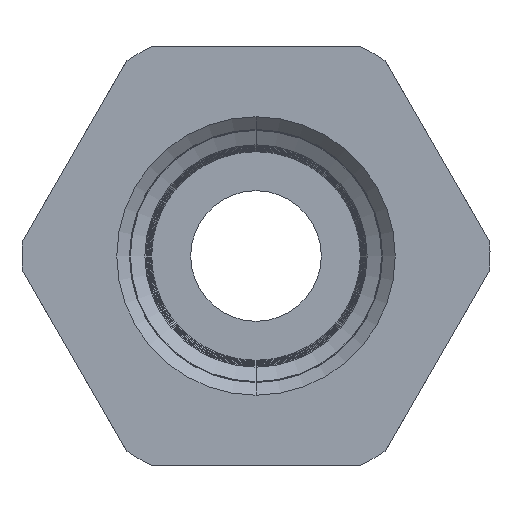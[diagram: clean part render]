
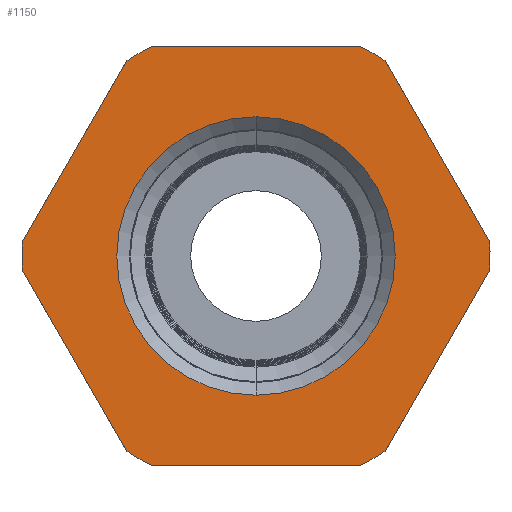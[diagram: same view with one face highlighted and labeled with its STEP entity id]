
A CAD part, front view. The second image highlights one B-rep face of the part: STEP entity #1150.
In plain terms, the highlighted planar face has unit normal (0, -1, 0).
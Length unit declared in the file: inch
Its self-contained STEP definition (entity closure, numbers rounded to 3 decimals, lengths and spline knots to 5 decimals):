
#5 = VERTEX_POINT ( 'NONE', #2208 ) ;
#114 = CARTESIAN_POINT ( 'NONE',  ( 0., 0., 0. ) ) ;
#118 = VECTOR ( 'NONE', #2217, 39.37008 ) ;
#150 = VERTEX_POINT ( 'NONE', #4294 ) ;
#227 = LINE ( 'NONE', #5121, #2371 ) ;
#244 = VERTEX_POINT ( 'NONE', #291 ) ;
#248 = ORIENTED_EDGE ( 'NONE', *, *, #445, .F. ) ;
#291 = CARTESIAN_POINT ( 'NONE',  ( 0.16703, 0., 0.33465 ) ) ;
#435 = CARTESIAN_POINT ( 'NONE',  ( -0.2063, 0., -0.31198 ) ) ;
#436 = DIRECTION ( 'NONE',  ( 0., -1., 0. ) ) ;
#445 = EDGE_CURVE ( 'NONE', #5, #4156, #922, .T. ) ;
#476 = DIRECTION ( 'NONE',  ( 0., -1., 0. ) ) ;
#483 = CARTESIAN_POINT ( 'NONE',  ( 0., 0., 0. ) ) ;
#514 = DIRECTION ( 'NONE',  ( 0., 0., 1. ) ) ;
#556 = ORIENTED_EDGE ( 'NONE', *, *, #2606, .F. ) ;
#585 = ORIENTED_EDGE ( 'NONE', *, *, #5172, .F. ) ;
#624 = VERTEX_POINT ( 'NONE', #435 ) ;
#652 = ORIENTED_EDGE ( 'NONE', *, *, #1834, .T. ) ;
#741 = CARTESIAN_POINT ( 'NONE',  ( -0.19321, 0., -0.33465 ) ) ;
#760 = CARTESIAN_POINT ( 'NONE',  ( 0.19321, 0., -0.33465 ) ) ;
#772 = CARTESIAN_POINT ( 'NONE',  ( -0.37402, 0., 0. ) ) ;
#789 = CIRCLE ( 'NONE', #3579, 0.22244 ) ;
#880 = DIRECTION ( 'NONE',  ( 0., 0., 1. ) ) ;
#911 = AXIS2_PLACEMENT_3D ( 'NONE', #772, #1592, #4395 ) ;
#922 = LINE ( 'NONE', #4271, #118 ) ;
#985 = CARTESIAN_POINT ( 'NONE',  ( 0., 0., 0. ) ) ;
#1038 = LINE ( 'NONE', #1972, #1975 ) ;
#1054 = VERTEX_POINT ( 'NONE', #3850 ) ;
#1062 = CARTESIAN_POINT ( 'NONE',  ( 0., 0., 0. ) ) ;
#1080 = EDGE_CURVE ( 'NONE', #150, #5, #1308, .T. ) ;
#1093 = DIRECTION ( 'NONE',  ( 0.5, 0., -0.866 ) ) ;
#1137 = ORIENTED_EDGE ( 'NONE', *, *, #4680, .T. ) ;
#1148 = PLANE ( 'NONE',  #911 ) ;
#1150 = ADVANCED_FACE ( 'NONE', ( #4248, #5216 ), #1148, .T. ) ;
#1152 = CARTESIAN_POINT ( 'NONE',  ( -0.2063, 0., 0.31198 ) ) ;
#1242 = CARTESIAN_POINT ( 'NONE',  ( 0.37333, 0., -0.02267 ) ) ;
#1256 = VECTOR ( 'NONE', #4382, 39.37008 ) ;
#1308 = CIRCLE ( 'NONE', #2616, 0.37402 ) ;
#1354 = VECTOR ( 'NONE', #1544, 39.37008 ) ;
#1378 = VERTEX_POINT ( 'NONE', #3426 ) ;
#1393 = DIRECTION ( 'NONE',  ( 0., 0., 1. ) ) ;
#1422 = CARTESIAN_POINT ( 'NONE',  ( 0.16703, 0., -0.33465 ) ) ;
#1461 = EDGE_LOOP ( 'NONE', ( #3019, #5107 ) ) ;
#1470 = DIRECTION ( 'NONE',  ( 0., 0., -1. ) ) ;
#1507 = ORIENTED_EDGE ( 'NONE', *, *, #4134, .F. ) ;
#1544 = DIRECTION ( 'NONE',  ( -1., 0., 0. ) ) ;
#1570 = CIRCLE ( 'NONE', #1962, 0.37402 ) ;
#1592 = DIRECTION ( 'NONE',  ( 0., -1., 0. ) ) ;
#1639 = CARTESIAN_POINT ( 'NONE',  ( 0., 0., 0. ) ) ;
#1721 = EDGE_CURVE ( 'NONE', #624, #150, #1038, .T. ) ;
#1748 = LINE ( 'NONE', #760, #1256 ) ;
#1788 = CIRCLE ( 'NONE', #3912, 0.22244 ) ;
#1808 = EDGE_CURVE ( 'NONE', #4278, #1378, #789, .T. ) ;
#1834 = EDGE_CURVE ( 'NONE', #4856, #1054, #1844, .T. ) ;
#1844 = CIRCLE ( 'NONE', #3833, 0.37402 ) ;
#1853 = CIRCLE ( 'NONE', #2417, 0.37402 ) ;
#1940 = VERTEX_POINT ( 'NONE', #4545 ) ;
#1962 = AXIS2_PLACEMENT_3D ( 'NONE', #483, #3283, #880 ) ;
#1972 = CARTESIAN_POINT ( 'NONE',  ( -0.38642, 0., 0. ) ) ;
#1975 = VECTOR ( 'NONE', #4804, 39.37008 ) ;
#2008 = ORIENTED_EDGE ( 'NONE', *, *, #4909, .T. ) ;
#2026 = DIRECTION ( 'NONE',  ( 0., 0., -1. ) ) ;
#2159 = EDGE_CURVE ( 'NONE', #1378, #4278, #1788, .T. ) ;
#2208 = CARTESIAN_POINT ( 'NONE',  ( -0.37333, 0., 0.02267 ) ) ;
#2217 = DIRECTION ( 'NONE',  ( 0.5, 0., 0.866 ) ) ;
#2266 = DIRECTION ( 'NONE',  ( 0., 1., 0. ) ) ;
#2371 = VECTOR ( 'NONE', #2688, 39.37008 ) ;
#2417 = AXIS2_PLACEMENT_3D ( 'NONE', #985, #3787, #1393 ) ;
#2606 = EDGE_CURVE ( 'NONE', #2945, #4161, #3475, .T. ) ;
#2616 = AXIS2_PLACEMENT_3D ( 'NONE', #4690, #2266, #5100 ) ;
#2688 = DIRECTION ( 'NONE',  ( 1., 0., 0. ) ) ;
#2703 = ORIENTED_EDGE ( 'NONE', *, *, #4792, .F. ) ;
#2769 = EDGE_CURVE ( 'NONE', #2945, #3980, #3089, .T. ) ;
#2816 = CARTESIAN_POINT ( 'NONE',  ( 0., 0., -0.22244 ) ) ;
#2831 = CARTESIAN_POINT ( 'NONE',  ( 0., 0., 0. ) ) ;
#2870 = CARTESIAN_POINT ( 'NONE',  ( 0., 0., 0. ) ) ;
#2902 = DIRECTION ( 'NONE',  ( 0., -1., 0. ) ) ;
#2945 = VERTEX_POINT ( 'NONE', #1422 ) ;
#2999 = ORIENTED_EDGE ( 'NONE', *, *, #1080, .F. ) ;
#3019 = ORIENTED_EDGE ( 'NONE', *, *, #1808, .T. ) ;
#3089 = CIRCLE ( 'NONE', #3876, 0.37402 ) ;
#3168 = CARTESIAN_POINT ( 'NONE',  ( -0.16703, 0., -0.33465 ) ) ;
#3231 = DIRECTION ( 'NONE',  ( 0., 0., 1. ) ) ;
#3278 = DIRECTION ( 'NONE',  ( 0., 0., 1. ) ) ;
#3281 = ORIENTED_EDGE ( 'NONE', *, *, #1721, .F. ) ;
#3283 = DIRECTION ( 'NONE',  ( 0., -1., 0. ) ) ;
#3389 = EDGE_CURVE ( 'NONE', #1940, #4156, #1570, .T. ) ;
#3426 = CARTESIAN_POINT ( 'NONE',  ( 0., 0., 0.22244 ) ) ;
#3475 = LINE ( 'NONE', #741, #1354 ) ;
#3486 = CARTESIAN_POINT ( 'NONE',  ( 0.38642, 0., 0. ) ) ;
#3532 = ORIENTED_EDGE ( 'NONE', *, *, #3389, .T. ) ;
#3579 = AXIS2_PLACEMENT_3D ( 'NONE', #1639, #4441, #2026 ) ;
#3587 = CARTESIAN_POINT ( 'NONE',  ( 0.2063, 0., -0.31198 ) ) ;
#3787 = DIRECTION ( 'NONE',  ( 0., -1., 0. ) ) ;
#3833 = AXIS2_PLACEMENT_3D ( 'NONE', #2831, #436, #3231 ) ;
#3850 = CARTESIAN_POINT ( 'NONE',  ( 0.37333, 0., 0.02267 ) ) ;
#3859 = DIRECTION ( 'NONE',  ( 0., 1., 0. ) ) ;
#3876 = AXIS2_PLACEMENT_3D ( 'NONE', #2870, #476, #3278 ) ;
#3912 = AXIS2_PLACEMENT_3D ( 'NONE', #1062, #3859, #1470 ) ;
#3980 = VERTEX_POINT ( 'NONE', #3587 ) ;
#4050 = EDGE_LOOP ( 'NONE', ( #1507, #652, #2703, #1137, #585, #3532, #248, #2999, #3281, #2008, #556, #5059 ) ) ;
#4071 = CIRCLE ( 'NONE', #5021, 0.37402 ) ;
#4134 = EDGE_CURVE ( 'NONE', #4856, #3980, #1748, .T. ) ;
#4156 = VERTEX_POINT ( 'NONE', #1152 ) ;
#4161 = VERTEX_POINT ( 'NONE', #3168 ) ;
#4248 = FACE_BOUND ( 'NONE', #1461, .T. ) ;
#4271 = CARTESIAN_POINT ( 'NONE',  ( -0.19321, 0., 0.33465 ) ) ;
#4278 = VERTEX_POINT ( 'NONE', #2816 ) ;
#4294 = CARTESIAN_POINT ( 'NONE',  ( -0.37333, 0., -0.02267 ) ) ;
#4318 = CARTESIAN_POINT ( 'NONE',  ( 0.2063, 0., 0.31198 ) ) ;
#4382 = DIRECTION ( 'NONE',  ( -0.5, 0., -0.866 ) ) ;
#4395 = DIRECTION ( 'NONE',  ( 0., 0., -1. ) ) ;
#4441 = DIRECTION ( 'NONE',  ( 0., 1., 0. ) ) ;
#4451 = VECTOR ( 'NONE', #1093, 39.37008 ) ;
#4545 = CARTESIAN_POINT ( 'NONE',  ( -0.16703, 0., 0.33465 ) ) ;
#4574 = LINE ( 'NONE', #3486, #4451 ) ;
#4680 = EDGE_CURVE ( 'NONE', #5179, #244, #1853, .T. ) ;
#4690 = CARTESIAN_POINT ( 'NONE',  ( 0., 0., 0. ) ) ;
#4792 = EDGE_CURVE ( 'NONE', #5179, #1054, #4574, .T. ) ;
#4804 = DIRECTION ( 'NONE',  ( -0.5, 0., 0.866 ) ) ;
#4856 = VERTEX_POINT ( 'NONE', #1242 ) ;
#4909 = EDGE_CURVE ( 'NONE', #624, #4161, #4071, .T. ) ;
#5021 = AXIS2_PLACEMENT_3D ( 'NONE', #114, #2902, #514 ) ;
#5059 = ORIENTED_EDGE ( 'NONE', *, *, #2769, .T. ) ;
#5100 = DIRECTION ( 'NONE',  ( 0., 0., 1. ) ) ;
#5107 = ORIENTED_EDGE ( 'NONE', *, *, #2159, .T. ) ;
#5121 = CARTESIAN_POINT ( 'NONE',  ( 0., 0., 0.33465 ) ) ;
#5172 = EDGE_CURVE ( 'NONE', #1940, #244, #227, .T. ) ;
#5179 = VERTEX_POINT ( 'NONE', #4318 ) ;
#5216 = FACE_OUTER_BOUND ( 'NONE', #4050, .T. ) ;
